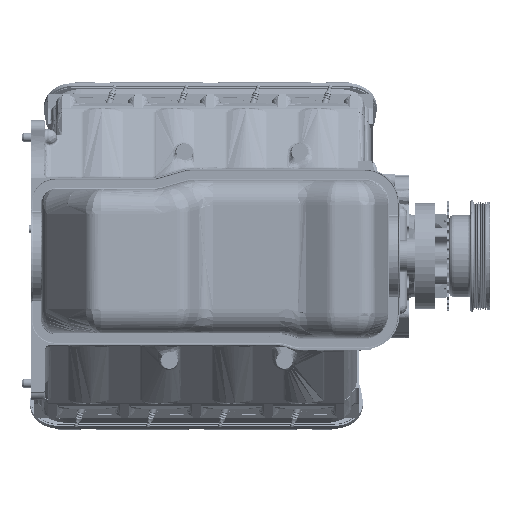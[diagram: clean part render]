
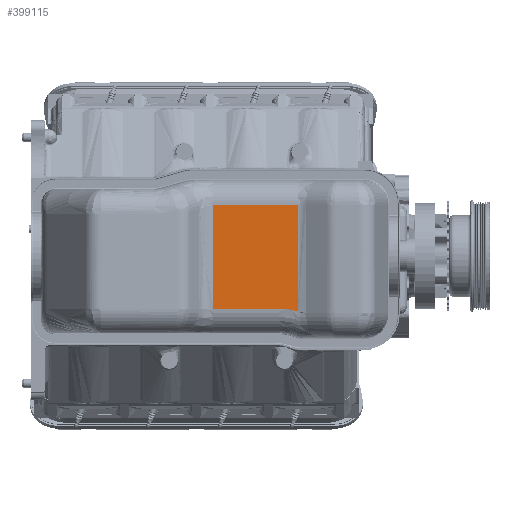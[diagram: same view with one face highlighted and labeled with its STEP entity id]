
A CAD part, front view. The second image highlights one B-rep face of the part: STEP entity #399115.
In plain terms, the highlighted free-form (B-spline) face has degree [1, 1] with [2, 2] control points.
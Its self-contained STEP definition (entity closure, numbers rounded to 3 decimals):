
#399087 = VERTEX_POINT('',#399088);
#399088 = CARTESIAN_POINT('',(178.402,-467.336,
    -101.464));
#399095 = EDGE_CURVE('',#399087,#399096,#399098,.T.);
#399096 = VERTEX_POINT('',#399097);
#399097 = CARTESIAN_POINT('',(178.402,-467.336,
    93.641));
#399098 = B_SPLINE_CURVE_WITH_KNOTS('',1,(#399099,#399100),
  .UNSPECIFIED.,.F.,.F.,(2,2),(-202.908,-38.1),
  .PIECEWISE_BEZIER_KNOTS.);
#399099 = CARTESIAN_POINT('',(178.402,-467.336,
    -101.464));
#399100 = CARTESIAN_POINT('',(178.402,-467.336,
    93.641));
#399115 = ADVANCED_FACE('',(#399116),#399146,.F.);
#399116 = FACE_BOUND('',#399117,.T.);
#399117 = EDGE_LOOP('',(#399118,#399119,#399126,#399133,#399140));
#399118 = ORIENTED_EDGE('',*,*,#399095,.T.);
#399119 = ORIENTED_EDGE('',*,*,#399120,.T.);
#399120 = EDGE_CURVE('',#399096,#399121,#399123,.T.);
#399121 = VERTEX_POINT('',#399122);
#399122 = CARTESIAN_POINT('',(23.403,-467.336,
    93.641));
#399123 = B_SPLINE_CURVE_WITH_KNOTS('',1,(#399124,#399125),
  .UNSPECIFIED.,.F.,.F.,(2,2),(-145.594,-14.665),
  .PIECEWISE_BEZIER_KNOTS.);
#399124 = CARTESIAN_POINT('',(178.402,-467.336,
    93.641));
#399125 = CARTESIAN_POINT('',(23.403,-467.336,
    93.641));
#399126 = ORIENTED_EDGE('',*,*,#399127,.T.);
#399127 = EDGE_CURVE('',#399121,#399128,#399130,.T.);
#399128 = VERTEX_POINT('',#399129);
#399129 = CARTESIAN_POINT('',(23.403,-467.336,
    -96.341));
#399130 = B_SPLINE_CURVE_WITH_KNOTS('',1,(#399131,#399132),
  .UNSPECIFIED.,.F.,.F.,(2,2),(-198.58,-38.1),
  .PIECEWISE_BEZIER_KNOTS.);
#399131 = CARTESIAN_POINT('',(23.403,-467.336,
    93.641));
#399132 = CARTESIAN_POINT('',(23.403,-467.336,
    -96.341));
#399133 = ORIENTED_EDGE('',*,*,#399134,.T.);
#399134 = EDGE_CURVE('',#399128,#399135,#399137,.T.);
#399135 = VERTEX_POINT('',#399136);
#399136 = CARTESIAN_POINT('',(144.232,-467.336,
    -96.341));
#399137 = B_SPLINE_CURVE_WITH_KNOTS('',1,(#399138,#399139),
  .UNSPECIFIED.,.F.,.F.,(2,2),(14.665,116.73),
  .PIECEWISE_BEZIER_KNOTS.);
#399138 = CARTESIAN_POINT('',(23.403,-467.336,
    -96.341));
#399139 = CARTESIAN_POINT('',(144.232,-467.336,
    -96.341));
#399140 = ORIENTED_EDGE('',*,*,#399141,.T.);
#399141 = EDGE_CURVE('',#399135,#399087,#399142,.T.);
#399142 = ( BOUNDED_CURVE() B_SPLINE_CURVE(2,(#399143,#399144,#399145),
.UNSPECIFIED.,.F.,.F.) B_SPLINE_CURVE_WITH_KNOTS((3,3),(1.571,
1.868),.PIECEWISE_BEZIER_KNOTS.) CURVE() 
GEOMETRIC_REPRESENTATION_ITEM() RATIONAL_B_SPLINE_CURVE((1.,
0.989,1.)) REPRESENTATION_ITEM('') );
#399143 = CARTESIAN_POINT('',(144.232,-467.336,
    -96.341));
#399144 = CARTESIAN_POINT('',(161.701,-467.336,
    -96.341));
#399145 = CARTESIAN_POINT('',(178.402,-467.336,
    -101.464));
#399146 = B_SPLINE_SURFACE_WITH_KNOTS('',1,1,(
    (#399147,#399148)
    ,(#399149,#399150
    )),.UNSPECIFIED.,.F.,.F.,.F.,(2,2),(2,2),(14.665,
    145.594),(-223.028,-58.22),
  .PIECEWISE_BEZIER_KNOTS.);
#399147 = CARTESIAN_POINT('',(23.403,-467.336,
    93.641));
#399148 = CARTESIAN_POINT('',(23.403,-467.336,
    -101.464));
#399149 = CARTESIAN_POINT('',(178.402,-467.336,
    93.641));
#399150 = CARTESIAN_POINT('',(178.402,-467.336,
    -101.464));
